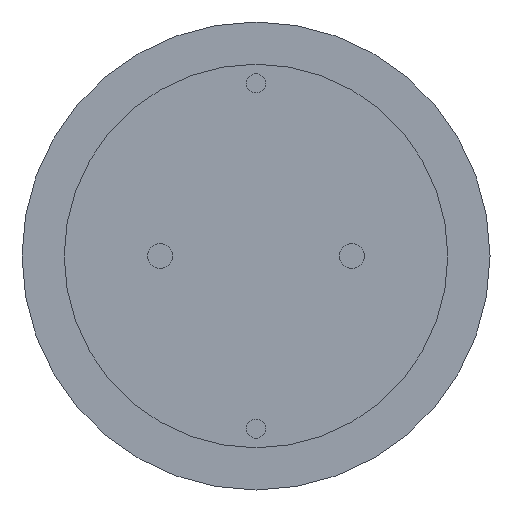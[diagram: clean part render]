
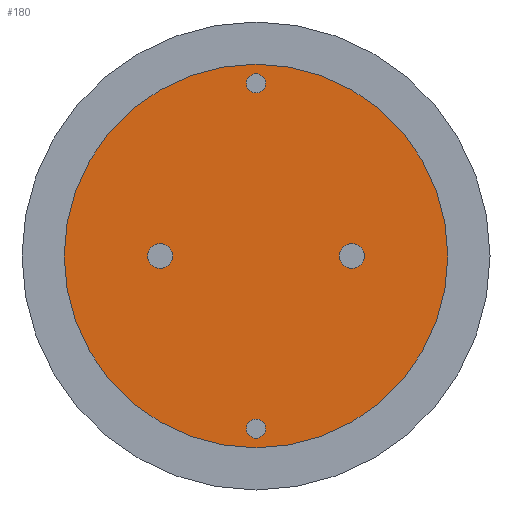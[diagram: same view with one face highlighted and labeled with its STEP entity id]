
A CAD part, front view. The second image highlights one B-rep face of the part: STEP entity #180.
In plain terms, the highlighted planar face has unit normal (0, -1, 0).
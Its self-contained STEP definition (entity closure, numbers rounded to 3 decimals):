
#20=PLANE('',#211);
#30=FACE_BOUND('',#72,.T.);
#31=FACE_BOUND('',#73,.T.);
#32=FACE_BOUND('',#74,.T.);
#33=FACE_BOUND('',#75,.T.);
#48=FACE_OUTER_BOUND('',#71,.T.);
#71=EDGE_LOOP('',(#141));
#72=EDGE_LOOP('',(#142));
#73=EDGE_LOOP('',(#143));
#74=EDGE_LOOP('',(#144));
#75=EDGE_LOOP('',(#145));
#79=CIRCLE('',#186,0.25);
#81=CIRCLE('',#190,0.25);
#83=CIRCLE('',#194,0.325);
#85=CIRCLE('',#198,0.325);
#87=CIRCLE('',#202,5.);
#93=VERTEX_POINT('',#277);
#95=VERTEX_POINT('',#283);
#97=VERTEX_POINT('',#289);
#99=VERTEX_POINT('',#295);
#101=VERTEX_POINT('',#301);
#107=EDGE_CURVE('',#93,#93,#79,.T.);
#109=EDGE_CURVE('',#95,#95,#81,.T.);
#111=EDGE_CURVE('',#97,#97,#83,.T.);
#113=EDGE_CURVE('',#99,#99,#85,.T.);
#115=EDGE_CURVE('',#101,#101,#87,.T.);
#141=ORIENTED_EDGE('',*,*,#115,.T.);
#142=ORIENTED_EDGE('',*,*,#107,.T.);
#143=ORIENTED_EDGE('',*,*,#109,.T.);
#144=ORIENTED_EDGE('',*,*,#111,.T.);
#145=ORIENTED_EDGE('',*,*,#113,.T.);
#180=ADVANCED_FACE('',(#48,#30,#31,#32,#33),#20,.F.);
#186=AXIS2_PLACEMENT_3D('',#278,#219,#220);
#190=AXIS2_PLACEMENT_3D('',#284,#227,#228);
#194=AXIS2_PLACEMENT_3D('',#290,#235,#236);
#198=AXIS2_PLACEMENT_3D('',#296,#243,#244);
#202=AXIS2_PLACEMENT_3D('',#302,#251,#252);
#211=AXIS2_PLACEMENT_3D('',#315,#269,#270);
#219=DIRECTION('center_axis',(0.,1.,0.));
#220=DIRECTION('ref_axis',(-1.,0.,0.));
#227=DIRECTION('center_axis',(0.,1.,0.));
#228=DIRECTION('ref_axis',(-1.,0.,0.));
#235=DIRECTION('center_axis',(0.,1.,0.));
#236=DIRECTION('ref_axis',(1.,0.,0.));
#243=DIRECTION('center_axis',(0.,1.,0.));
#244=DIRECTION('ref_axis',(1.,0.,0.));
#251=DIRECTION('center_axis',(0.,-1.,0.));
#252=DIRECTION('ref_axis',(-1.,0.,0.));
#269=DIRECTION('center_axis',(0.,1.,0.));
#270=DIRECTION('ref_axis',(0.,0.,1.));
#277=CARTESIAN_POINT('',(0.25,0.,-4.5));
#278=CARTESIAN_POINT('Origin',(0.,0.,-4.5));
#283=CARTESIAN_POINT('',(0.25,0.,4.5));
#284=CARTESIAN_POINT('Origin',(0.,0.,4.5));
#289=CARTESIAN_POINT('',(2.175,0.,0.));
#290=CARTESIAN_POINT('Origin',(2.5,0.,0.));
#295=CARTESIAN_POINT('',(-2.825,0.,0.));
#296=CARTESIAN_POINT('Origin',(-2.5,0.,0.));
#301=CARTESIAN_POINT('',(5.,0.,0.));
#302=CARTESIAN_POINT('Origin',(0.,0.,0.));
#315=CARTESIAN_POINT('Origin',(0.,0.,0.));
